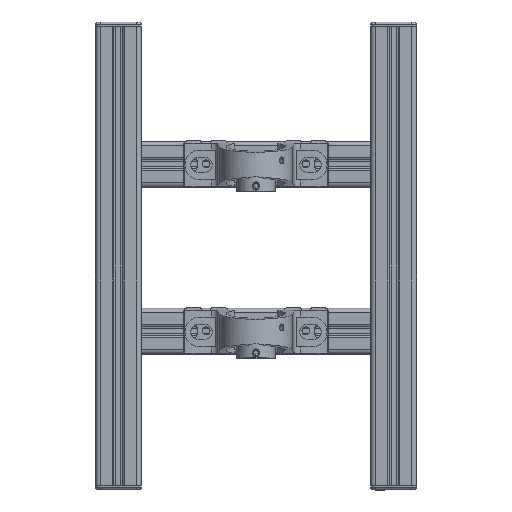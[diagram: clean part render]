
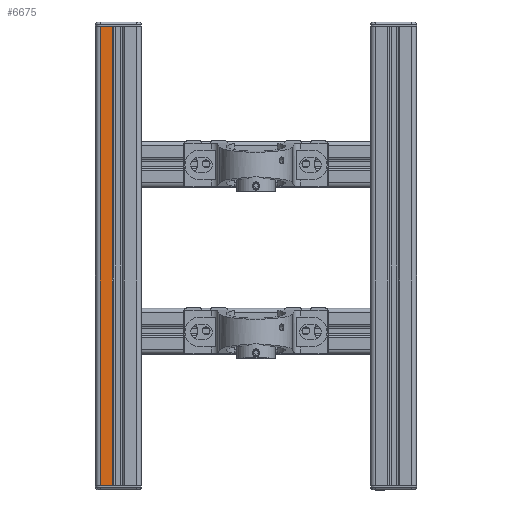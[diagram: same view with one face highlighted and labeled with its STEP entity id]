
A CAD part, top view. The second image highlights one B-rep face of the part: STEP entity #6675.
In plain terms, the highlighted face is planar.
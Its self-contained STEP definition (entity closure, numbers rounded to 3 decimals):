
#655=FACE_OUTER_BOUND('',#1019,.T.);
#1019=EDGE_LOOP('',(#4662,#4663,#4664,#4665));
#1406=LINE('',#10105,#1965);
#1445=LINE('',#10263,#2004);
#1446=LINE('',#10267,#2005);
#1447=LINE('',#10268,#2006);
#1965=VECTOR('',#7985,10.);
#2004=VECTOR('',#8132,1.);
#2005=VECTOR('',#8137,1.);
#2006=VECTOR('',#8138,10.);
#2917=VERTEX_POINT('',#10102);
#2918=VERTEX_POINT('',#10104);
#2983=VERTEX_POINT('',#10262);
#2984=VERTEX_POINT('',#10266);
#3569=EDGE_CURVE('',#2918,#2917,#1406,.T.);
#3648=EDGE_CURVE('',#2983,#2918,#1445,.T.);
#3650=EDGE_CURVE('',#2917,#2984,#1446,.T.);
#3651=EDGE_CURVE('',#2984,#2983,#1447,.T.);
#4662=ORIENTED_EDGE('',*,*,#3569,.T.);
#4663=ORIENTED_EDGE('',*,*,#3650,.T.);
#4664=ORIENTED_EDGE('',*,*,#3651,.T.);
#4665=ORIENTED_EDGE('',*,*,#3648,.T.);
#6509=PLANE('',#7239);
#6675=ADVANCED_FACE('',(#655),#6509,.T.);
#7239=AXIS2_PLACEMENT_3D('',#10265,#8135,#8136);
#7985=DIRECTION('',(0.,0.,1.));
#8132=DIRECTION('',(0.,-1.,0.));
#8135=DIRECTION('center_axis',(-1.,0.,0.));
#8136=DIRECTION('ref_axis',(0.,0.,
-1.));
#8137=DIRECTION('',(0.,1.,0.));
#8138=DIRECTION('',(0.,0.,-1.));
#10102=CARTESIAN_POINT('',(-20.,-1400.,-5.5));
#10104=CARTESIAN_POINT('',(-20.,-1400.,-16.));
#10105=CARTESIAN_POINT('',(-20.,-1400.,0.));
#10262=CARTESIAN_POINT('',(-20.,-1000.,-16.));
#10263=CARTESIAN_POINT('',(-20.,1500.,-16.));
#10265=CARTESIAN_POINT('Origin',(-20.,1500.,0.));
#10266=CARTESIAN_POINT('',(-20.,-1000.,-5.5));
#10267=CARTESIAN_POINT('',(-20.,0.,-5.5));
#10268=CARTESIAN_POINT('',(-20.,-1000.,0.));
